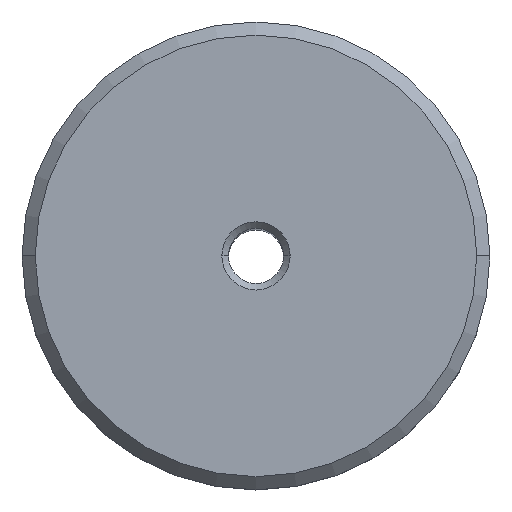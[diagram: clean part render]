
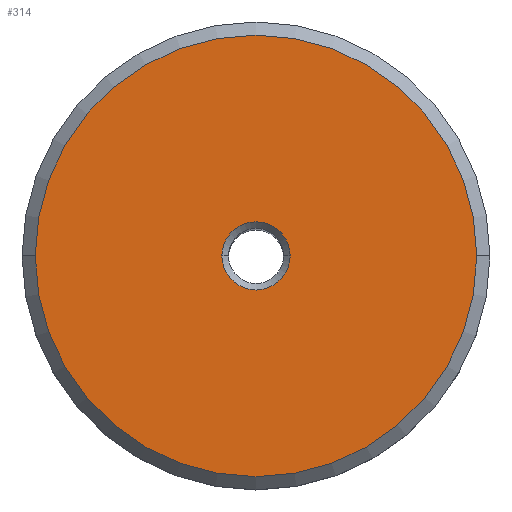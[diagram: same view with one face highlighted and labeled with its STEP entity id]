
A CAD part, top view. The second image highlights one B-rep face of the part: STEP entity #314.
In plain terms, the highlighted planar face has unit normal (0, 0, 1).
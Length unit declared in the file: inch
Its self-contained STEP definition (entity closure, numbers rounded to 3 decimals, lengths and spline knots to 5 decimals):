
#7 = ORIENTED_EDGE ( 'NONE', *, *, #377, .T. ) ;
#42 = CARTESIAN_POINT ( 'NONE',  ( 0., 0., 0. ) ) ;
#47 = CARTESIAN_POINT ( 'NONE',  ( 0.5015, 0., 0. ) ) ;
#62 = ORIENTED_EDGE ( 'NONE', *, *, #512, .T. ) ;
#100 = CARTESIAN_POINT ( 'NONE',  ( 0., 0., 0. ) ) ;
#122 = DIRECTION ( 'NONE',  ( -1., 0., 0. ) ) ;
#125 = EDGE_CURVE ( 'NONE', #662, #192, #359, .T. ) ;
#138 = VERTEX_POINT ( 'NONE', #849 ) ;
#192 = VERTEX_POINT ( 'NONE', #438 ) ;
#231 = CARTESIAN_POINT ( 'NONE',  ( 0., 0., 0. ) ) ;
#254 = FACE_BOUND ( 'NONE', #632, .T. ) ;
#255 = EDGE_LOOP ( 'NONE', ( #62, #7 ) ) ;
#314 = ADVANCED_FACE ( 'NONE', ( #686, #254 ), #604, .F. ) ;
#335 = CARTESIAN_POINT ( 'NONE',  ( 0., 0., 0. ) ) ;
#359 = CIRCLE ( 'NONE', #1024, 0.0775 ) ;
#377 = EDGE_CURVE ( 'NONE', #894, #138, #1006, .T. ) ;
#417 = CIRCLE ( 'NONE', #934, 0.5015 ) ;
#438 = CARTESIAN_POINT ( 'NONE',  ( 0.0775, 0., 0. ) ) ;
#481 = ORIENTED_EDGE ( 'NONE', *, *, #505, .T. ) ;
#484 = DIRECTION ( 'NONE',  ( -1., 0., 0. ) ) ;
#505 = EDGE_CURVE ( 'NONE', #192, #662, #559, .T. ) ;
#512 = EDGE_CURVE ( 'NONE', #138, #894, #417, .T. ) ;
#525 = AXIS2_PLACEMENT_3D ( 'NONE', #100, #874, #122 ) ;
#546 = ORIENTED_EDGE ( 'NONE', *, *, #125, .T. ) ;
#559 = CIRCLE ( 'NONE', #913, 0.0775 ) ;
#604 = PLANE ( 'NONE',  #791 ) ;
#632 = EDGE_LOOP ( 'NONE', ( #481, #546 ) ) ;
#662 = VERTEX_POINT ( 'NONE', #841 ) ;
#665 = DIRECTION ( 'NONE',  ( -1., 0., 0. ) ) ;
#686 = FACE_OUTER_BOUND ( 'NONE', #255, .T. ) ;
#749 = DIRECTION ( 'NONE',  ( 0., 0., 1. ) ) ;
#791 = AXIS2_PLACEMENT_3D ( 'NONE', #943, #1042, #884 ) ;
#841 = CARTESIAN_POINT ( 'NONE',  ( -0.0775, 0., 0. ) ) ;
#849 = CARTESIAN_POINT ( 'NONE',  ( -0.5015, 0., 0. ) ) ;
#874 = DIRECTION ( 'NONE',  ( 0., 0., 1. ) ) ;
#884 = DIRECTION ( 'NONE',  ( -1., 0., 0. ) ) ;
#894 = VERTEX_POINT ( 'NONE', #47 ) ;
#913 = AXIS2_PLACEMENT_3D ( 'NONE', #231, #985, #991 ) ;
#934 = AXIS2_PLACEMENT_3D ( 'NONE', #42, #749, #484 ) ;
#943 = CARTESIAN_POINT ( 'NONE',  ( 0., 0.5315, 0. ) ) ;
#985 = DIRECTION ( 'NONE',  ( 0., 0., -1. ) ) ;
#991 = DIRECTION ( 'NONE',  ( -1., 0., 0. ) ) ;
#1006 = CIRCLE ( 'NONE', #525, 0.5015 ) ;
#1024 = AXIS2_PLACEMENT_3D ( 'NONE', #335, #1109, #665 ) ;
#1042 = DIRECTION ( 'NONE',  ( 0., 0., -1. ) ) ;
#1109 = DIRECTION ( 'NONE',  ( 0., 0., -1. ) ) ;
